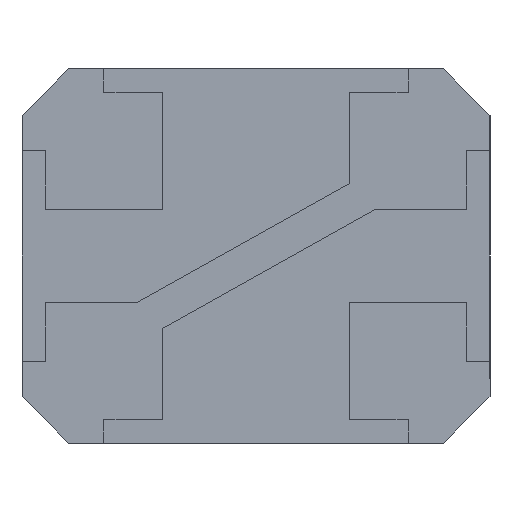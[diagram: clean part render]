
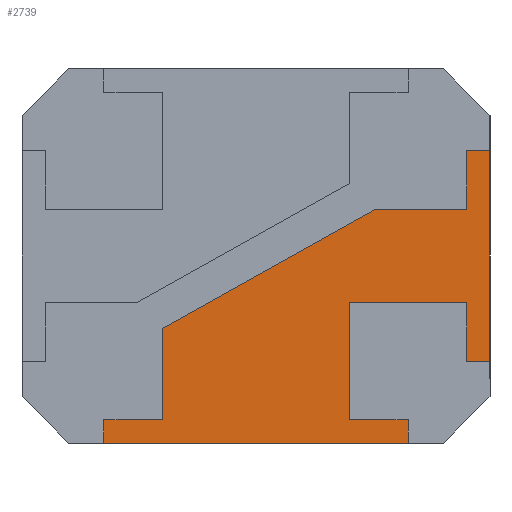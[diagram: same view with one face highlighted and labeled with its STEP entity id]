
A CAD part, front view. The second image highlights one B-rep face of the part: STEP entity #2739.
In plain terms, the highlighted planar face has unit normal (0, -1, 0).
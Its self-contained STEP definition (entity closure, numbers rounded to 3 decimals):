
#20 = ORIENTED_EDGE ( 'NONE', *, *, #1202, .F. ) ;
#28 = LINE ( 'NONE', #3051, #4244 ) ;
#46 = ORIENTED_EDGE ( 'NONE', *, *, #2923, .T. ) ;
#59 = CARTESIAN_POINT ( 'NONE',  ( 0., 0., -0.7 ) ) ;
#153 = VECTOR ( 'NONE', #2303, 1000. ) ;
#164 = CARTESIAN_POINT ( 'NONE',  ( -0.8, 0., -0.8 ) ) ;
#286 = DIRECTION ( 'NONE',  ( 1., 0., 0. ) ) ;
#298 = DIRECTION ( 'NONE',  ( 0., 0., 1. ) ) ;
#314 = EDGE_CURVE ( 'NONE', #4909, #513, #3624, .T. ) ;
#340 = ORIENTED_EDGE ( 'NONE', *, *, #686, .F. ) ;
#357 = CARTESIAN_POINT ( 'NONE',  ( 0.4, 0., -0.7 ) ) ;
#416 = VECTOR ( 'NONE', #4561, 1000. ) ;
#438 = VERTEX_POINT ( 'NONE', #972 ) ;
#513 = VERTEX_POINT ( 'NONE', #4262 ) ;
#515 = VERTEX_POINT ( 'NONE', #3449 ) ;
#517 = CARTESIAN_POINT ( 'NONE',  ( 0.4, 0., -0.2 ) ) ;
#532 = LINE ( 'NONE', #2258, #1821 ) ;
#620 = ORIENTED_EDGE ( 'NONE', *, *, #4416, .F. ) ;
#642 = ORIENTED_EDGE ( 'NONE', *, *, #1804, .T. ) ;
#686 = EDGE_CURVE ( 'NONE', #3520, #4871, #3250, .T. ) ;
#702 = ORIENTED_EDGE ( 'NONE', *, *, #1731, .F. ) ;
#760 = DIRECTION ( 'NONE',  ( 0., 0., 1. ) ) ;
#767 = VECTOR ( 'NONE', #2453, 1000. ) ;
#803 = LINE ( 'NONE', #4221, #1911 ) ;
#882 = CARTESIAN_POINT ( 'NONE',  ( -0.65, 0., 0. ) ) ;
#915 = DIRECTION ( 'NONE',  ( 0., 0., 1. ) ) ;
#956 = CARTESIAN_POINT ( 'NONE',  ( 0.511, 0., 0.2 ) ) ;
#972 = CARTESIAN_POINT ( 'NONE',  ( 1., 0., 0.45 ) ) ;
#977 = ORIENTED_EDGE ( 'NONE', *, *, #1387, .T. ) ;
#1132 = DIRECTION ( 'NONE',  ( 1., 0., 0. ) ) ;
#1202 = EDGE_CURVE ( 'NONE', #1916, #3520, #28, .T. ) ;
#1205 = CARTESIAN_POINT ( 'NONE',  ( 0.9, 0., 0.2 ) ) ;
#1321 = LINE ( 'NONE', #5071, #4048 ) ;
#1361 = DIRECTION ( 'NONE',  ( 0., 0., -1. ) ) ;
#1387 = EDGE_CURVE ( 'NONE', #4355, #2661, #2750, .T. ) ;
#1392 = DIRECTION ( 'NONE',  ( 1., 0., 0. ) ) ;
#1464 = VECTOR ( 'NONE', #915, 1000. ) ;
#1493 = ORIENTED_EDGE ( 'NONE', *, *, #314, .F. ) ;
#1520 = DIRECTION ( 'NONE',  ( 0., 1., 0. ) ) ;
#1600 = VECTOR ( 'NONE', #2093, 1000. ) ;
#1641 = VECTOR ( 'NONE', #760, 1000. ) ;
#1645 = CARTESIAN_POINT ( 'NONE',  ( 1., 0., -0.45 ) ) ;
#1656 = VERTEX_POINT ( 'NONE', #1645 ) ;
#1680 = CARTESIAN_POINT ( 'NONE',  ( 0., 0., -0.45 ) ) ;
#1731 = EDGE_CURVE ( 'NONE', #513, #515, #2804, .T. ) ;
#1804 = EDGE_CURVE ( 'NONE', #2661, #1656, #4299, .T. ) ;
#1821 = VECTOR ( 'NONE', #286, 1000. ) ;
#1911 = VECTOR ( 'NONE', #298, 1000. ) ;
#1916 = VERTEX_POINT ( 'NONE', #956 ) ;
#1924 = ORIENTED_EDGE ( 'NONE', *, *, #5079, .F. ) ;
#2007 = CARTESIAN_POINT ( 'NONE',  ( 0.65, 0., -0.7 ) ) ;
#2093 = DIRECTION ( 'NONE',  ( 0.872, 0., 0.489 ) ) ;
#2123 = VERTEX_POINT ( 'NONE', #357 ) ;
#2258 = CARTESIAN_POINT ( 'NONE',  ( 0., 0., 0.45 ) ) ;
#2291 = VECTOR ( 'NONE', #1361, 1000. ) ;
#2294 = ORIENTED_EDGE ( 'NONE', *, *, #4752, .F. ) ;
#2303 = DIRECTION ( 'NONE',  ( 0., 0., -1. ) ) ;
#2320 = CARTESIAN_POINT ( 'NONE',  ( 0., 0., 0. ) ) ;
#2382 = DIRECTION ( 'NONE',  ( 0., 0., 1. ) ) ;
#2453 = DIRECTION ( 'NONE',  ( 1., 0., 0. ) ) ;
#2506 = VERTEX_POINT ( 'NONE', #4558 ) ;
#2572 = CARTESIAN_POINT ( 'NONE',  ( 1., 0., 0.6 ) ) ;
#2597 = CARTESIAN_POINT ( 'NONE',  ( 0.9, 0., -0.2 ) ) ;
#2661 = VERTEX_POINT ( 'NONE', #3014 ) ;
#2739 = ADVANCED_FACE ( 'NONE', ( #2770 ), #3926, .F. ) ;
#2750 = LINE ( 'NONE', #3465, #153 ) ;
#2770 = FACE_OUTER_BOUND ( 'NONE', #3269, .T. ) ;
#2796 = CARTESIAN_POINT ( 'NONE',  ( 0.65, 0., 0. ) ) ;
#2804 = LINE ( 'NONE', #59, #767 ) ;
#2887 = AXIS2_PLACEMENT_3D ( 'NONE', #2320, #1520, #3534 ) ;
#2909 = DIRECTION ( 'NONE',  ( 1., 0., 0. ) ) ;
#2923 = EDGE_CURVE ( 'NONE', #2506, #2963, #3885, .T. ) ;
#2963 = VERTEX_POINT ( 'NONE', #2007 ) ;
#3014 = CARTESIAN_POINT ( 'NONE',  ( 0.9, 0., -0.45 ) ) ;
#3041 = ORIENTED_EDGE ( 'NONE', *, *, #4606, .T. ) ;
#3051 = CARTESIAN_POINT ( 'NONE',  ( 0., 0., 0.2 ) ) ;
#3054 = ORIENTED_EDGE ( 'NONE', *, *, #4883, .F. ) ;
#3136 = CARTESIAN_POINT ( 'NONE',  ( 0.9, 0., 0. ) ) ;
#3141 = ORIENTED_EDGE ( 'NONE', *, *, #4337, .T. ) ;
#3205 = CARTESIAN_POINT ( 'NONE',  ( 0.037, 0., -0.065 ) ) ;
#3212 = LINE ( 'NONE', #2572, #2291 ) ;
#3233 = CARTESIAN_POINT ( 'NONE',  ( 0.9, 0., 0.45 ) ) ;
#3250 = LINE ( 'NONE', #3136, #1641 ) ;
#3269 = EDGE_LOOP ( 'NONE', ( #3054, #620, #340, #20, #2294, #1924, #702, #1493, #4023, #46, #3141, #3951, #3041, #977, #642 ) ) ;
#3429 = LINE ( 'NONE', #164, #4990 ) ;
#3444 = CARTESIAN_POINT ( 'NONE',  ( 0.4, 0., 0. ) ) ;
#3449 = CARTESIAN_POINT ( 'NONE',  ( -0.4, 0., -0.7 ) ) ;
#3465 = CARTESIAN_POINT ( 'NONE',  ( 0.9, 0., 0. ) ) ;
#3520 = VERTEX_POINT ( 'NONE', #1205 ) ;
#3534 = DIRECTION ( 'NONE',  ( 0., 0., 1. ) ) ;
#3624 = LINE ( 'NONE', #882, #1464 ) ;
#3659 = DIRECTION ( 'NONE',  ( -1., 0., 0. ) ) ;
#3752 = CARTESIAN_POINT ( 'NONE',  ( 0., 0., -0.7 ) ) ;
#3885 = LINE ( 'NONE', #2796, #4443 ) ;
#3926 = PLANE ( 'NONE',  #2887 ) ;
#3951 = ORIENTED_EDGE ( 'NONE', *, *, #5101, .T. ) ;
#4009 = LINE ( 'NONE', #3205, #1600 ) ;
#4023 = ORIENTED_EDGE ( 'NONE', *, *, #4214, .F. ) ;
#4048 = VECTOR ( 'NONE', #1132, 1000. ) ;
#4133 = CARTESIAN_POINT ( 'NONE',  ( -0.65, 0., -0.8 ) ) ;
#4204 = VERTEX_POINT ( 'NONE', #517 ) ;
#4214 = EDGE_CURVE ( 'NONE', #2506, #4909, #3429, .T. ) ;
#4221 = CARTESIAN_POINT ( 'NONE',  ( -0.4, 0., 0. ) ) ;
#4244 = VECTOR ( 'NONE', #1392, 1000. ) ;
#4262 = CARTESIAN_POINT ( 'NONE',  ( -0.65, 0., -0.7 ) ) ;
#4299 = LINE ( 'NONE', #1680, #4548 ) ;
#4337 = EDGE_CURVE ( 'NONE', #2963, #2123, #4630, .T. ) ;
#4355 = VERTEX_POINT ( 'NONE', #2597 ) ;
#4399 = CARTESIAN_POINT ( 'NONE',  ( -0.4, 0., -0.31 ) ) ;
#4416 = EDGE_CURVE ( 'NONE', #4871, #438, #532, .T. ) ;
#4443 = VECTOR ( 'NONE', #2382, 1000. ) ;
#4548 = VECTOR ( 'NONE', #2909, 1000. ) ;
#4558 = CARTESIAN_POINT ( 'NONE',  ( 0.65, 0., -0.8 ) ) ;
#4561 = DIRECTION ( 'NONE',  ( -1., 0., 0. ) ) ;
#4606 = EDGE_CURVE ( 'NONE', #4204, #4355, #1321, .T. ) ;
#4630 = LINE ( 'NONE', #3752, #416 ) ;
#4704 = VERTEX_POINT ( 'NONE', #4399 ) ;
#4752 = EDGE_CURVE ( 'NONE', #4704, #1916, #4009, .T. ) ;
#4826 = VECTOR ( 'NONE', #5051, 1000. ) ;
#4871 = VERTEX_POINT ( 'NONE', #3233 ) ;
#4883 = EDGE_CURVE ( 'NONE', #438, #1656, #3212, .T. ) ;
#4909 = VERTEX_POINT ( 'NONE', #4133 ) ;
#4950 = LINE ( 'NONE', #3444, #4826 ) ;
#4990 = VECTOR ( 'NONE', #3659, 1000. ) ;
#5051 = DIRECTION ( 'NONE',  ( 0., 0., 1. ) ) ;
#5071 = CARTESIAN_POINT ( 'NONE',  ( 0., 0., -0.2 ) ) ;
#5079 = EDGE_CURVE ( 'NONE', #515, #4704, #803, .T. ) ;
#5101 = EDGE_CURVE ( 'NONE', #2123, #4204, #4950, .T. ) ;
